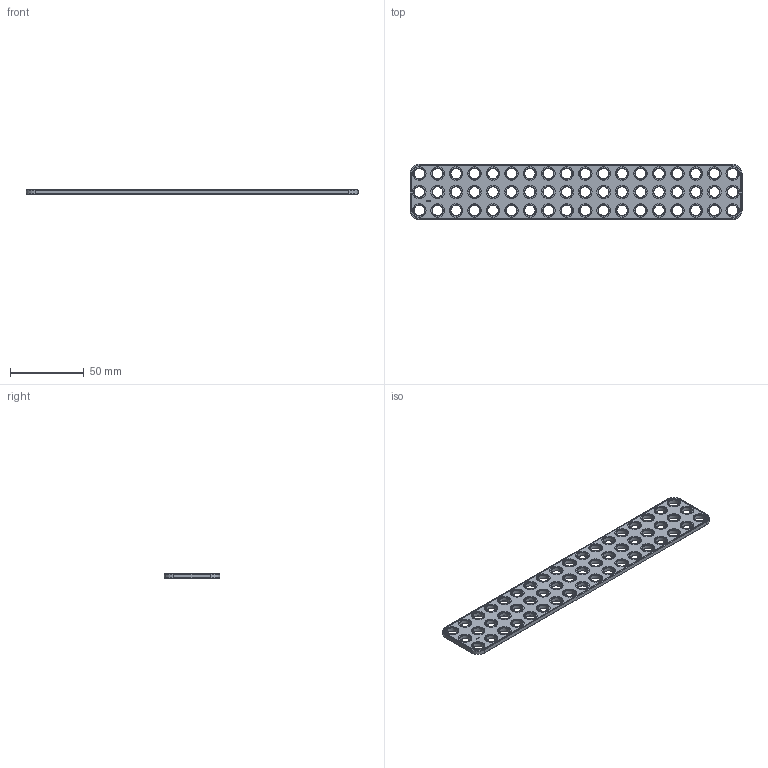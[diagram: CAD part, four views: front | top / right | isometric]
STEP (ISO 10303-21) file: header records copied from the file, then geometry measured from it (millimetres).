
FILE_DESCRIPTION(('FreeCAD Model'),'2;1');
FILE_NAME('Open CASCADE Shape Model','2024-10-08T23:52:03',(''),(''), 'Open CASCADE STEP processor 7.7','FreeCAD','Unknown');
FILE_SCHEMA(('AUTOMOTIVE_DESIGN { 1 0 10303 214 1 1 1 1 }'));
Length unit declared in the file: millimetre
Products named in the file (1): Plate RCT CRNR BU18x03x00.25 - SPN-PLT-0206 (stemfie.org)
Bounding box: 225 x 37.5 x 3.12 mm (x, y, z)
Volume: 18731 mm3; surface area: 17799 mm2
Topology: 1 solids, 1 shells, 767 faces, 1910 edges, 1232 vertices
Faces by surface type: plane 371, extrusion 164, cylinder 116, cone 116
Full cylindrical faces by diameter (mm): 7 x54, 9.2 x54
Entity records: 23427 total; most frequent: CARTESIAN_POINT 5255, ORIENTED_EDGE 3820, DIRECTION 3302, EDGE_CURVE 1910, VECTOR 1398, LINE 1234, VERTEX_POINT 1232, FACE_BOUND 962
